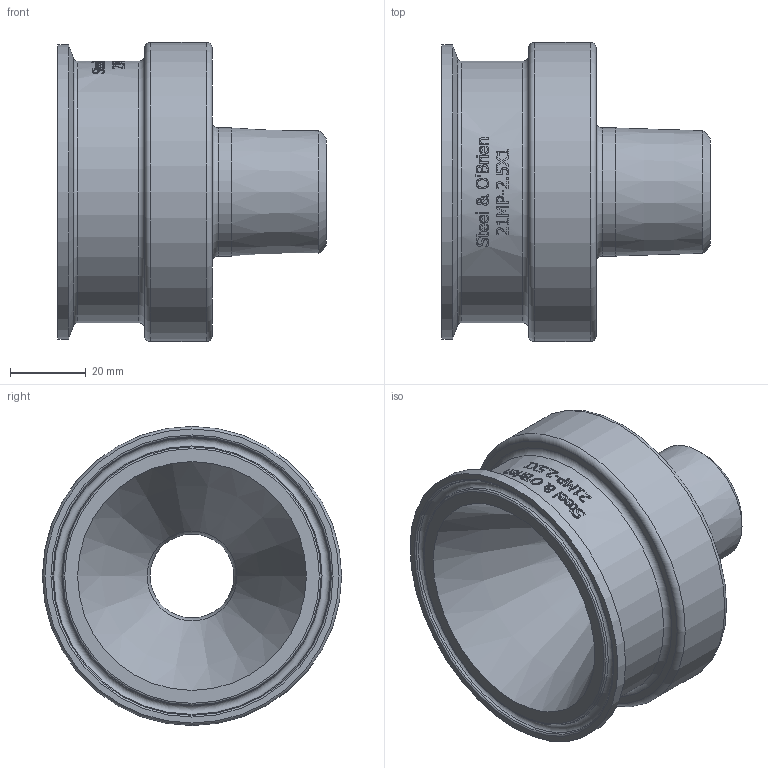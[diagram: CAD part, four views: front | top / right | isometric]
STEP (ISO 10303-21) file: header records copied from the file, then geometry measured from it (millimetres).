
FILE_DESCRIPTION(/* description */ (''),/* implementation_level */ '2;1');
FILE_NAME(/* name */ '21MP-2.5X1.stp',/* time_stamp */ '2019-01-31T09:38:57-05:00',/* author */ ('rick'),/* organization */ (''),/* preprocessor_version */ 'ST-DEVELOPER v15.2',/* originating_system */ 'Autodesk Inventor 2014',/* authorisation */ '');
FILE_SCHEMA (('AUTOMOTIVE_DESIGN { 1 0 10303 214 3 1 1 }'));
Length unit declared in the file: inch
Products named in the file (1): AAV02580
Bounding box: 70.64 x 78.74 x 78.74 mm (x, y, z)
Volume: 135948.1 mm3; surface area: 27974.5 mm2
Topology: 1 solids, 1 shells, 383 faces, 1019 edges, 674 vertices
Faces by surface type: plane 165, bspline 164, cylinder 38, torus 10, cone 6
Full cylindrical faces by diameter (mm): 22.098 x1, 33.703 x1, 68.783 x1, 77.394 x1, 78.74 x1
Entity records: 14830 total; most frequent: CARTESIAN_POINT 6239, ORIENTED_EDGE 1996, DIRECTION 1324, EDGE_CURVE 998, VERTEX_POINT 674, LINE 456, VECTOR 456, EDGE_LOOP 442
